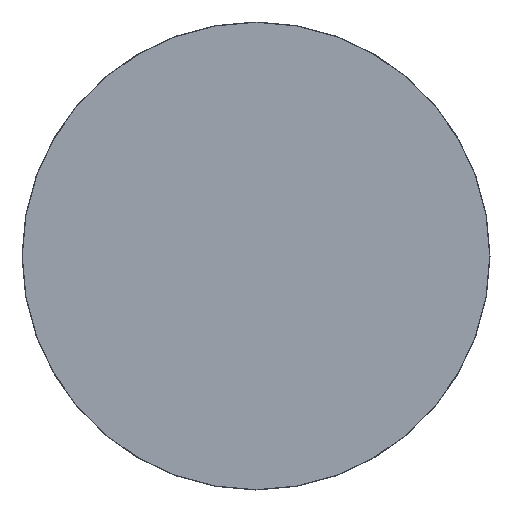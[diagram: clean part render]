
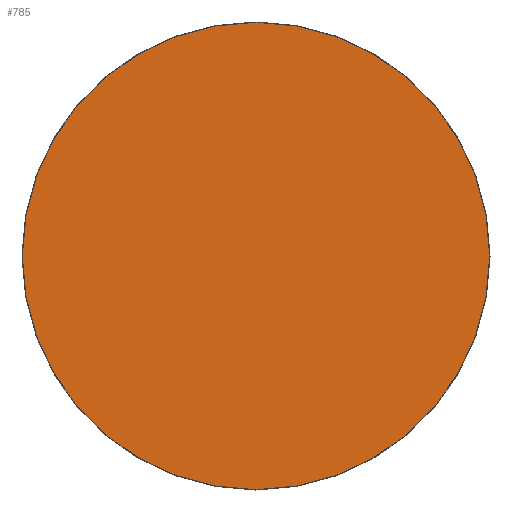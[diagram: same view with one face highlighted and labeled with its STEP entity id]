
A CAD part, front view. The second image highlights one B-rep face of the part: STEP entity #785.
In plain terms, the highlighted planar face has unit normal (0, -1, 0).
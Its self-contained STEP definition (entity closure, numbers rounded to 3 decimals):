
#176=FACE_OUTER_BOUND('',#233,.T.);
#233=EDGE_LOOP('',(#585));
#283=CIRCLE('',#881,139.524);
#342=VERTEX_POINT('',#1313);
#428=EDGE_CURVE('',#342,#342,#283,.T.);
#585=ORIENTED_EDGE('',*,*,#428,.T.);
#700=PLANE('',#880);
#785=ADVANCED_FACE('',(#176),#700,.T.);
#880=AXIS2_PLACEMENT_3D('',#1312,#1042,#1043);
#881=AXIS2_PLACEMENT_3D('',#1314,#1044,#1045);
#1042=DIRECTION('center_axis',(0.,-1.,0.));
#1043=DIRECTION('ref_axis',(0.,0.,-1.));
#1044=DIRECTION('center_axis',(0.,-1.,0.));
#1045=DIRECTION('ref_axis',(1.,0.,0.));
#1312=CARTESIAN_POINT('Origin',(0.,0.,0.));
#1313=CARTESIAN_POINT('',(0.,0.,139.524));
#1314=CARTESIAN_POINT('Origin',(0.,0.,
0.));
